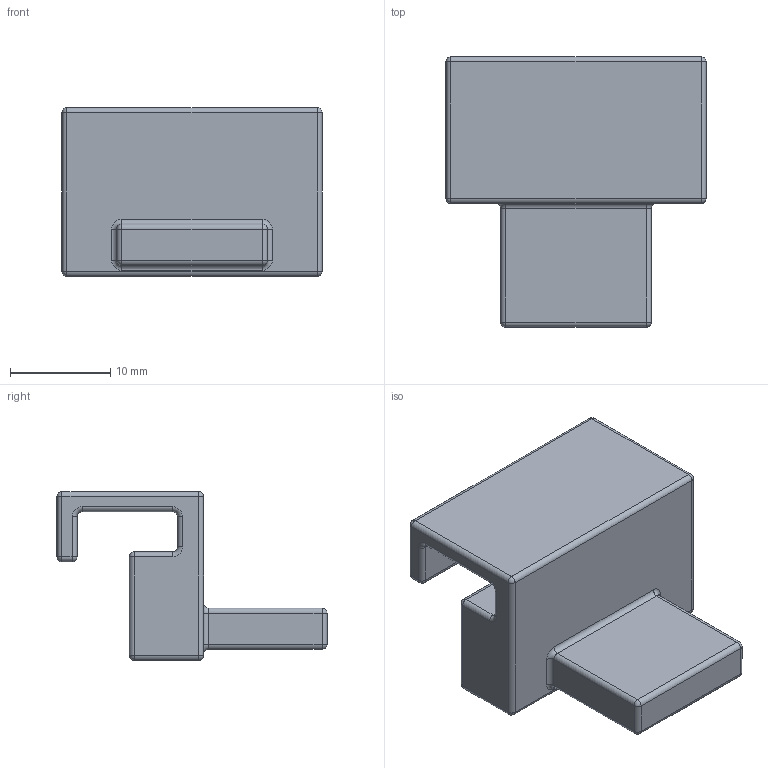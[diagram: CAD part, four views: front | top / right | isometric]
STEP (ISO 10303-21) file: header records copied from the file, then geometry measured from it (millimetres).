
FILE_DESCRIPTION(/* description */ ('STEP AP242','CAx-IF Rec.Pracs.---Representation and Presentation of Product Manufacturing Information (PMI)---4.0---2014-10-13','CAx-IF Rec.Pracs.---3D Tessellated Geometry---0.4---2014-09-14','2;1'),/* implementation_level */ '2;1');
FILE_NAME(/* name */ '6661fc8e8375f27444b5dfa9',/* time_stamp */ '2024-06-06T18:14:39Z',/* author */ (''),/* organization */ (''),/* preprocessor_version */ 'ST-DEVELOPER v20',/* originating_system */ ' ',/* authorisation */ ' ');
FILE_SCHEMA (('AP242_MANAGED_MODEL_BASED_3D_ENGINEERING_MIM_LF { 1 0 10303 442 1 1 4 }'));
Length unit declared in the file: metre
Products named in the file (1): Part 1
Bounding box: 25.9 x 26.9 x 16.8 mm (x, y, z)
Volume: 4094.4 mm3; surface area: 2745.8 mm2
Topology: 1 solids, 1 shells, 87 faces, 196 edges, 94 vertices
Faces by surface type: cylinder 42, sphere 18, plane 17, torus 10
Entity records: 2256 total; most frequent: DIRECTION 448, CARTESIAN_POINT 360, ORIENTED_EDGE 356, AXIS2_PLACEMENT_3D 182, EDGE_CURVE 178, CIRCLE 94, VERTEX_POINT 94, EDGE_LOOP 88
